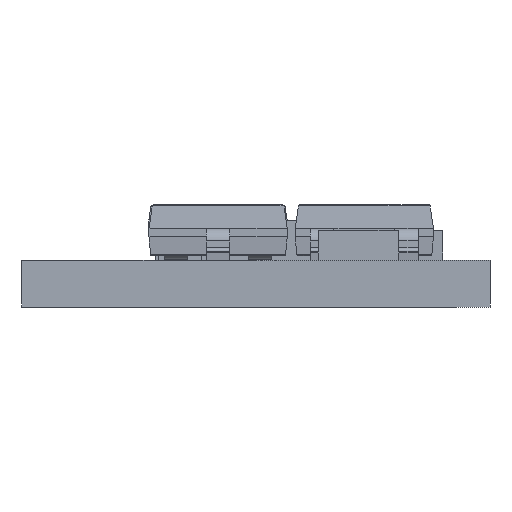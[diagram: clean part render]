
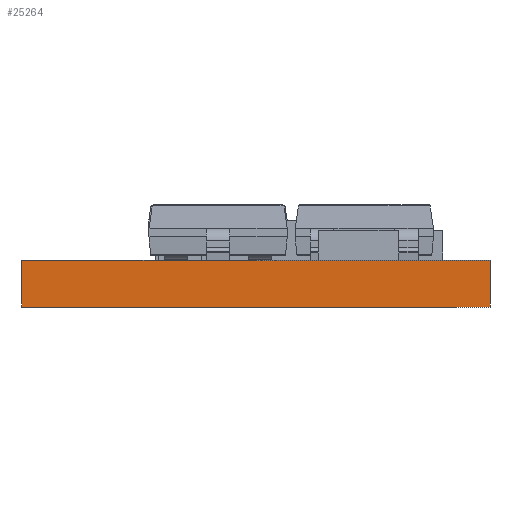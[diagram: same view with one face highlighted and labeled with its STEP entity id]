
A CAD part, front view. The second image highlights one B-rep face of the part: STEP entity #25264.
In plain terms, the highlighted planar face has unit normal (0, -1, 0).
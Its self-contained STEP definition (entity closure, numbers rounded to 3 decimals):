
#625 = LINE ( 'NONE', #2835, #6520 ) ;
#903 = VECTOR ( 'NONE', #21094, 1000. ) ;
#1082 = AXIS2_PLACEMENT_3D ( 'NONE', #13494, #22170, #1831 ) ;
#1831 = DIRECTION ( 'NONE',  ( 0., 0., 1. ) ) ;
#2265 = LINE ( 'NONE', #20979, #31313 ) ;
#2835 = CARTESIAN_POINT ( 'NONE',  ( 0., 0., 1.016 ) ) ;
#4124 = CARTESIAN_POINT ( 'NONE',  ( 10.16, 0., 1.016 ) ) ;
#6520 = VECTOR ( 'NONE', #20522, 1000. ) ;
#6634 = CARTESIAN_POINT ( 'NONE',  ( 10.16, 0., 0. ) ) ;
#8301 = EDGE_CURVE ( 'NONE', #29052, #20671, #625, .T. ) ;
#10522 = EDGE_CURVE ( 'NONE', #20671, #33007, #14440, .T. ) ;
#12903 = ORIENTED_EDGE ( 'NONE', *, *, #8301, .F. ) ;
#13494 = CARTESIAN_POINT ( 'NONE',  ( 0., 0., 1.016 ) ) ;
#14440 = LINE ( 'NONE', #4124, #20388 ) ;
#16360 = LINE ( 'NONE', #32587, #903 ) ;
#17667 = ORIENTED_EDGE ( 'NONE', *, *, #31412, .T. ) ;
#18133 = CARTESIAN_POINT ( 'NONE',  ( 10.16, 0., 1.016 ) ) ;
#18284 = ORIENTED_EDGE ( 'NONE', *, *, #10522, .F. ) ;
#18714 = ORIENTED_EDGE ( 'NONE', *, *, #21148, .T. ) ;
#20388 = VECTOR ( 'NONE', #35743, 1000. ) ;
#20522 = DIRECTION ( 'NONE',  ( 1., 0., 0. ) ) ;
#20671 = VERTEX_POINT ( 'NONE', #18133 ) ;
#20979 = CARTESIAN_POINT ( 'NONE',  ( 0., 0., 0. ) ) ;
#21094 = DIRECTION ( 'NONE',  ( 0., 0., -1. ) ) ;
#21148 = EDGE_CURVE ( 'NONE', #29052, #36632, #16360, .T. ) ;
#22170 = DIRECTION ( 'NONE',  ( 0., 1., 0. ) ) ;
#23787 = PLANE ( 'NONE',  #1082 ) ;
#25264 = ADVANCED_FACE ( 'NONE', ( #36748 ), #23787, .F. ) ;
#25710 = CARTESIAN_POINT ( 'NONE',  ( 0., 0., 0. ) ) ;
#26986 = EDGE_LOOP ( 'NONE', ( #17667, #18284, #12903, #18714 ) ) ;
#29052 = VERTEX_POINT ( 'NONE', #33795 ) ;
#31313 = VECTOR ( 'NONE', #35529, 1000. ) ;
#31412 = EDGE_CURVE ( 'NONE', #36632, #33007, #2265, .T. ) ;
#32587 = CARTESIAN_POINT ( 'NONE',  ( 0., 0., 1.016 ) ) ;
#33007 = VERTEX_POINT ( 'NONE', #6634 ) ;
#33795 = CARTESIAN_POINT ( 'NONE',  ( 0., 0., 1.016 ) ) ;
#35529 = DIRECTION ( 'NONE',  ( 1., 0., 0. ) ) ;
#35743 = DIRECTION ( 'NONE',  ( 0., 0., -1. ) ) ;
#36632 = VERTEX_POINT ( 'NONE', #25710 ) ;
#36748 = FACE_OUTER_BOUND ( 'NONE', #26986, .T. ) ;
